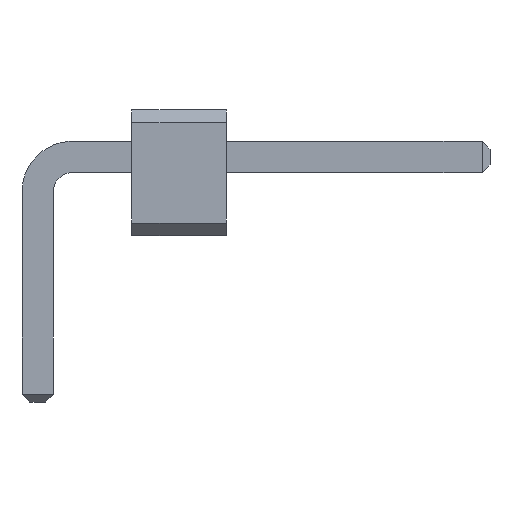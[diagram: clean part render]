
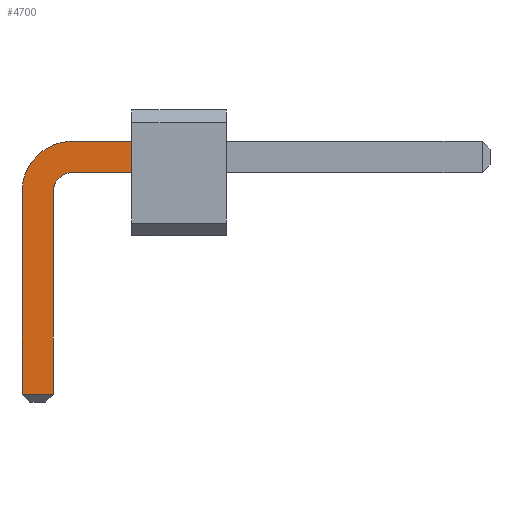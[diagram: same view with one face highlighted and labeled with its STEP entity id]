
A CAD part, front view. The second image highlights one B-rep face of the part: STEP entity #4700.
In plain terms, the highlighted planar face has unit normal (0, -1, 0).
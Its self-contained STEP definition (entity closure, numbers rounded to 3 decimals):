
#1564 = VERTEX_POINT('',#1565);
#1565 = CARTESIAN_POINT('',(1.5,-16.25,0.75));
#1580 = VERTEX_POINT('',#1581);
#1581 = CARTESIAN_POINT('',(1.5,-16.25,1.25));
#1587 = EDGE_CURVE('',#1580,#1564,#1588,.T.);
#1588 = LINE('',#1589,#1590);
#1589 = CARTESIAN_POINT('',(1.5,-16.25,0.499));
#1590 = VECTOR('',#1591,1.);
#1591 = DIRECTION('',(0.,0.,-1.));
#4682 = EDGE_CURVE('',#1564,#4683,#4685,.T.);
#4683 = VERTEX_POINT('',#4684);
#4684 = CARTESIAN_POINT('',(0.5,-16.25,0.75));
#4685 = LINE('',#4686,#4687);
#4686 = CARTESIAN_POINT('',(7.2,-16.25,0.75));
#4687 = VECTOR('',#4688,1.);
#4688 = DIRECTION('',(-1.,0.,0.));
#4700 = ADVANCED_FACE('',(#4701),#4753,.F.);
#4701 = FACE_BOUND('',#4702,.F.);
#4702 = EDGE_LOOP('',(#4703,#4704,#4705,#4714,#4722,#4730,#4738,#4747));
#4703 = ORIENTED_EDGE('',*,*,#1587,.T.);
#4704 = ORIENTED_EDGE('',*,*,#4682,.T.);
#4705 = ORIENTED_EDGE('',*,*,#4706,.T.);
#4706 = EDGE_CURVE('',#4683,#4707,#4709,.T.);
#4707 = VERTEX_POINT('',#4708);
#4708 = CARTESIAN_POINT('',(0.25,-16.25,0.5));
#4709 = CIRCLE('',#4710,0.324);
#4710 = AXIS2_PLACEMENT_3D('',#4711,#4712,#4713);
#4711 = CARTESIAN_POINT('',(0.567,-16.25,0.433));
#4712 = DIRECTION('',(0.,-1.,0.));
#4713 = DIRECTION('',(-0.207,0.,0.978)
);
#4714 = ORIENTED_EDGE('',*,*,#4715,.T.);
#4715 = EDGE_CURVE('',#4707,#4716,#4718,.T.);
#4716 = VERTEX_POINT('',#4717);
#4717 = CARTESIAN_POINT('',(0.25,-16.25,-2.775));
#4718 = LINE('',#4719,#4720);
#4719 = CARTESIAN_POINT('',(0.25,-16.25,0.5));
#4720 = VECTOR('',#4721,1.);
#4721 = DIRECTION('',(0.,0.,-1.));
#4722 = ORIENTED_EDGE('',*,*,#4723,.T.);
#4723 = EDGE_CURVE('',#4716,#4724,#4726,.T.);
#4724 = VERTEX_POINT('',#4725);
#4725 = CARTESIAN_POINT('',(-0.25,-16.25,-2.775));
#4726 = LINE('',#4727,#4728);
#4727 = CARTESIAN_POINT('',(0.25,-16.25,-2.775));
#4728 = VECTOR('',#4729,1.);
#4729 = DIRECTION('',(-1.,0.,0.));
#4730 = ORIENTED_EDGE('',*,*,#4731,.T.);
#4731 = EDGE_CURVE('',#4724,#4732,#4734,.T.);
#4732 = VERTEX_POINT('',#4733);
#4733 = CARTESIAN_POINT('',(-0.25,-16.25,0.5));
#4734 = LINE('',#4735,#4736);
#4735 = CARTESIAN_POINT('',(-0.25,-16.25,-2.9));
#4736 = VECTOR('',#4737,1.);
#4737 = DIRECTION('',(0.,0.,1.));
#4738 = ORIENTED_EDGE('',*,*,#4739,.T.);
#4739 = EDGE_CURVE('',#4732,#4740,#4742,.T.);
#4740 = VERTEX_POINT('',#4741);
#4741 = CARTESIAN_POINT('',(0.5,-16.25,1.25));
#4742 = CIRCLE('',#4743,0.808);
#4743 = AXIS2_PLACEMENT_3D('',#4744,#4745,#4746);
#4744 = CARTESIAN_POINT('',(0.556,-16.25,0.444));
#4745 = DIRECTION('',(0.,1.,0.));
#4746 = DIRECTION('',(-0.998,0.,
0.069));
#4747 = ORIENTED_EDGE('',*,*,#4748,.T.);
#4748 = EDGE_CURVE('',#4740,#1580,#4749,.T.);
#4749 = LINE('',#4750,#4751);
#4750 = CARTESIAN_POINT('',(0.5,-16.25,1.25));
#4751 = VECTOR('',#4752,1.);
#4752 = DIRECTION('',(1.,0.,0.));
#4753 = PLANE('',#4754);
#4754 = AXIS2_PLACEMENT_3D('',#4755,#4756,#4757);
#4755 = CARTESIAN_POINT('',(2.437,-16.25,0.248));
#4756 = DIRECTION('',(0.,1.,-0.));
#4757 = DIRECTION('',(0.,0.,-1.));
